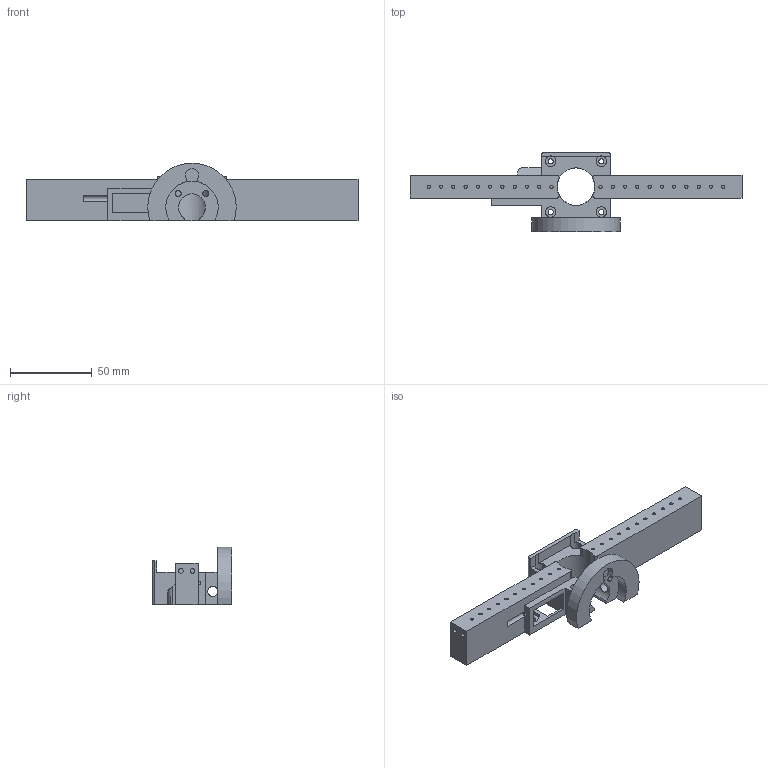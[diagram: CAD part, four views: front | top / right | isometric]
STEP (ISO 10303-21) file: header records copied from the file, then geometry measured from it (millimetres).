
FILE_DESCRIPTION (( 'STEP AP214' ), '1' );
FILE_NAME ('MSG_Gripper_body_200mm.STEP', '2026-02-15T13:51:15', ( '' ), ( '' ), 'SwSTEP 2.0', 'SolidWorks 2020', '' );
FILE_SCHEMA (( 'AUTOMOTIVE_DESIGN' ));
Length unit declared in the file: millimetre
Products named in the file (1): MSG_Gripper_body_200mm
Bounding box: 203 x 48.5 x 35.3 mm (x, y, z)
Volume: 82531.5 mm3; surface area: 30605.7 mm2
Topology: 1 solids, 1 shells, 200 faces, 526 edges, 349 vertices
Faces by surface type: cylinder 107, plane 93
Entity records: 6902 total; most frequent: CARTESIAN_POINT 1690, DIRECTION 1121, ORIENTED_EDGE 1052, EDGE_CURVE 526, AXIS2_PLACEMENT_3D 418, VERTEX_POINT 349, LINE 285, VECTOR 285
